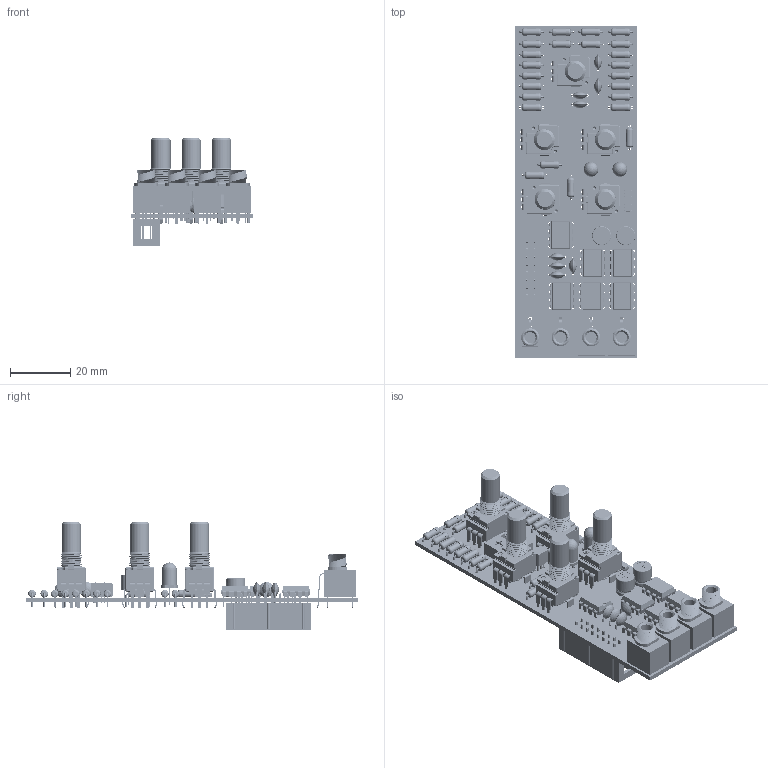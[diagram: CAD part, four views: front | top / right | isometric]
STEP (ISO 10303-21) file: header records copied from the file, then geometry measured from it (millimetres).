
FILE_DESCRIPTION(('KiCad electronic assembly'),'2;1');
FILE_NAME('VCFfinal.step','2025-07-07T18:49:12',('Pcbnew'),('Kicad'), 'Open CASCADE STEP processor 7.8','KiCad to STEP converter','Unknown' );
FILE_SCHEMA(('AUTOMOTIVE_DESIGN { 1 0 10303 214 1 1 1 1 }'));
Length unit declared in the file: millimetre
Products named in the file (16): VCFfinal 1; C_Disc_D5.0mm_W2.5mm_P5.00mm; TO-92_Inline; R_Axial_DIN0207_L6.3mm_D2.5mm_P7.62mm_Horizontal; RD901F-40-15R1; LED_D5.0mm; DIP-8_W7.62mm; PJ301M-12 Thonkiconn v0.2; 1; 2; 3; CP_Radial_D6.3mm_P2.50mm; SOT-23-5; Trimpot 3362P; IDC-Header_2x08_P2.54mm_Vertical; DS-20 VCF_PCB
Assembly tree (61 placements, depth 3):
  VCFfinal 1
    C_Disc_D5.0mm_W2.5mm_P5.00mm  x8
    TO-92_Inline  x2
    R_Axial_DIN0207_L6.3mm_D2.5mm_P7.62mm_Horizontal  x24
    RD901F-40-15R1  x5
    LED_D5.0mm  x2
    DIP-8_W7.62mm  x6
    PJ301M-12 Thonkiconn v0.2  x4
      1
      2
      3
    CP_Radial_D6.3mm_P2.50mm  x2
    SOT-23-5  x2
    Trimpot 3362P
    IDC-Header_2x08_P2.54mm_Vertical
    DS-20 VCF_PCB
Bounding box: 40.5 x 110 x 35.78 mm (x, y, z)
Volume: 18812.9 mm3; surface area: 30288.5 mm2
Topology: 110 solids, 112 shells, 4151 faces, 10370 edges, 6610 vertices
Faces by surface type: plane 2376, cylinder 1164, bspline 346, torus 145, sphere 73, revolution 24, cone 23
Full cylindrical faces by diameter (mm): 0.46 x3, 0.5 x36, 0.6 x48, 0.75 x6, 0.8 x126, 0.813 x3, 0.9 x4, 1 x37, 1.2 x50, 1.22 x4, 1.42 x4, 1.43 x4, 1.8 x10, 2.25 x24, 2.5 x48, 2.8 x2, 3.6 x4, 3.966 x4, 4.9 x2, 6.048 x15, 6.32 x5, 6.908 x20
Entity records: 56441 total; most frequent: CARTESIAN_POINT 14330, ORIENTED_EDGE 7612, DIRECTION 6971, EDGE_CURVE 3806, LINE 2577, VECTOR 2577, VERTEX_POINT 2444, AXIS2_PLACEMENT_3D 2194
